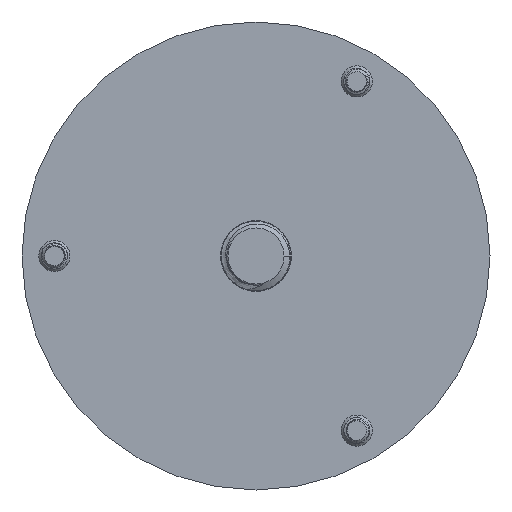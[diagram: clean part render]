
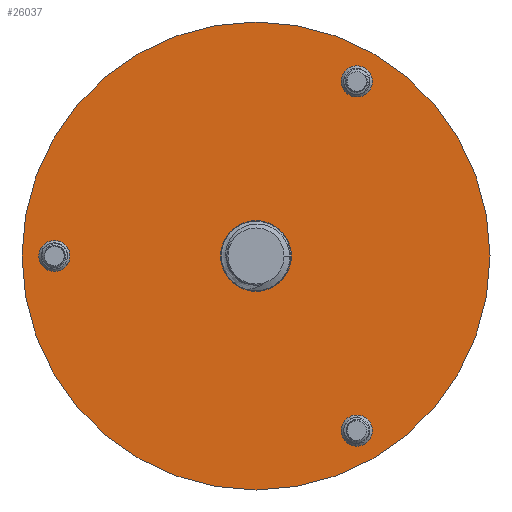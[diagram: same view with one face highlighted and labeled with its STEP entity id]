
A CAD part, front view. The second image highlights one B-rep face of the part: STEP entity #26037.
In plain terms, the highlighted planar face has unit normal (0, -1, 0).
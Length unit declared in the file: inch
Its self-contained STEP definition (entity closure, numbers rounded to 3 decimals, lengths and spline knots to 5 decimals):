
#748 = EDGE_CURVE ( 'NONE', #9958, #2772, #15968, .T. ) ;
#786 = ORIENTED_EDGE ( 'NONE', *, *, #4760, .T. ) ;
#1476 = DIRECTION ( 'NONE',  ( 0., 1., 0. ) ) ;
#1683 = EDGE_LOOP ( 'NONE', ( #8644, #36123 ) ) ;
#1754 = DIRECTION ( 'NONE',  ( 0., 1., 0. ) ) ;
#2772 = VERTEX_POINT ( 'NONE', #27044 ) ;
#3054 = CARTESIAN_POINT ( 'NONE',  ( -1.823, 0., 0. ) ) ;
#3126 = CARTESIAN_POINT ( 'NONE',  ( 0., 0., 0. ) ) ;
#3737 = CARTESIAN_POINT ( 'NONE',  ( 0.9115, 0., -1.57876 ) ) ;
#4303 = DIRECTION ( 'NONE',  ( 0., 1., 0. ) ) ;
#4502 = AXIS2_PLACEMENT_3D ( 'NONE', #13843, #30575, #19716 ) ;
#4760 = EDGE_CURVE ( 'NONE', #35350, #17044, #8685, .T. ) ;
#5197 = ORIENTED_EDGE ( 'NONE', *, *, #26949, .T. ) ;
#5347 = FACE_BOUND ( 'NONE', #31379, .T. ) ;
#5372 = CARTESIAN_POINT ( 'NONE',  ( 0., 0., 0.32 ) ) ;
#5536 = CIRCLE ( 'NONE', #37074, 2.116 ) ;
#6292 = EDGE_CURVE ( 'NONE', #13829, #17969, #20901, .T. ) ;
#7161 = CARTESIAN_POINT ( 'NONE',  ( -1.823, 0., 0. ) ) ;
#7305 = CARTESIAN_POINT ( 'NONE',  ( 0.9115, 0., -1.57876 ) ) ;
#8434 = AXIS2_PLACEMENT_3D ( 'NONE', #14920, #20051, #37321 ) ;
#8644 = ORIENTED_EDGE ( 'NONE', *, *, #19577, .F. ) ;
#8685 = CIRCLE ( 'NONE', #20817, 0.1405 ) ;
#8816 = ORIENTED_EDGE ( 'NONE', *, *, #11229, .T. ) ;
#8968 = DIRECTION ( 'NONE',  ( 0., 0., 1. ) ) ;
#9693 = DIRECTION ( 'NONE',  ( 0., 0., 1. ) ) ;
#9958 = VERTEX_POINT ( 'NONE', #36705 ) ;
#10007 = CIRCLE ( 'NONE', #4502, 0.32 ) ;
#10531 = FACE_BOUND ( 'NONE', #36822, .T. ) ;
#11229 = EDGE_CURVE ( 'NONE', #11658, #34901, #10007, .T. ) ;
#11231 = CARTESIAN_POINT ( 'NONE',  ( 0., 0., -2.116 ) ) ;
#11658 = VERTEX_POINT ( 'NONE', #17955 ) ;
#12105 = DIRECTION ( 'NONE',  ( 0., 0., 1. ) ) ;
#12355 = ORIENTED_EDGE ( 'NONE', *, *, #748, .T. ) ;
#12720 = CARTESIAN_POINT ( 'NONE',  ( 0., 0., 0. ) ) ;
#13829 = VERTEX_POINT ( 'NONE', #23780 ) ;
#13843 = CARTESIAN_POINT ( 'NONE',  ( 0., 0., 0. ) ) ;
#14711 = DIRECTION ( 'NONE',  ( 0., 0., 1. ) ) ;
#14920 = CARTESIAN_POINT ( 'NONE',  ( 0.9115, 0., 1.57876 ) ) ;
#15759 = DIRECTION ( 'NONE',  ( 0., 1., 0. ) ) ;
#15938 = DIRECTION ( 'NONE',  ( 0., 0., 1. ) ) ;
#15968 = CIRCLE ( 'NONE', #25684, 0.1405 ) ;
#16401 = DIRECTION ( 'NONE',  ( 0., 0., 1. ) ) ;
#17044 = VERTEX_POINT ( 'NONE', #36262 ) ;
#17355 = EDGE_LOOP ( 'NONE', ( #5197, #31433 ) ) ;
#17643 = DIRECTION ( 'NONE',  ( 0., 1., 0. ) ) ;
#17688 = AXIS2_PLACEMENT_3D ( 'NONE', #27545, #1476, #30024 ) ;
#17955 = CARTESIAN_POINT ( 'NONE',  ( 0., 0., -0.32 ) ) ;
#17969 = VERTEX_POINT ( 'NONE', #11231 ) ;
#18024 = DIRECTION ( 'NONE',  ( 0., 0., 1. ) ) ;
#19183 = AXIS2_PLACEMENT_3D ( 'NONE', #3054, #33281, #14711 ) ;
#19577 = EDGE_CURVE ( 'NONE', #17969, #13829, #5536, .T. ) ;
#19716 = DIRECTION ( 'NONE',  ( 0., 0., 1. ) ) ;
#20051 = DIRECTION ( 'NONE',  ( 0., 1., 0. ) ) ;
#20751 = EDGE_CURVE ( 'NONE', #34901, #11658, #28608, .T. ) ;
#20817 = AXIS2_PLACEMENT_3D ( 'NONE', #23871, #24053, #12105 ) ;
#20901 = CIRCLE ( 'NONE', #22741, 2.116 ) ;
#21164 = CIRCLE ( 'NONE', #8434, 0.1405 ) ;
#21577 = AXIS2_PLACEMENT_3D ( 'NONE', #7305, #1754, #16401 ) ;
#22741 = AXIS2_PLACEMENT_3D ( 'NONE', #3126, #17643, #18024 ) ;
#22838 = CARTESIAN_POINT ( 'NONE',  ( 0., 0., 0. ) ) ;
#23441 = ORIENTED_EDGE ( 'NONE', *, *, #32247, .T. ) ;
#23780 = CARTESIAN_POINT ( 'NONE',  ( 0., 0., 2.116 ) ) ;
#23871 = CARTESIAN_POINT ( 'NONE',  ( 0.9115, 0., 1.57876 ) ) ;
#24053 = DIRECTION ( 'NONE',  ( 0., 1., 0. ) ) ;
#24401 = AXIS2_PLACEMENT_3D ( 'NONE', #22838, #34584, #8968 ) ;
#24757 = FACE_BOUND ( 'NONE', #36689, .T. ) ;
#24804 = DIRECTION ( 'NONE',  ( 0., 1., 0. ) ) ;
#25230 = ORIENTED_EDGE ( 'NONE', *, *, #20751, .T. ) ;
#25684 = AXIS2_PLACEMENT_3D ( 'NONE', #7161, #24804, #36353 ) ;
#26037 = ADVANCED_FACE ( 'NONE', ( #24757, #36311, #10531, #5347, #28532 ), #37423, .F. ) ;
#26949 = EDGE_CURVE ( 'NONE', #36536, #36117, #28247, .T. ) ;
#27044 = CARTESIAN_POINT ( 'NONE',  ( -1.823, 0., 0.1405 ) ) ;
#27545 = CARTESIAN_POINT ( 'NONE',  ( 0., 0., 0. ) ) ;
#28247 = CIRCLE ( 'NONE', #21577, 0.1405 ) ;
#28532 = FACE_OUTER_BOUND ( 'NONE', #1683, .T. ) ;
#28608 = CIRCLE ( 'NONE', #17688, 0.32 ) ;
#29655 = CARTESIAN_POINT ( 'NONE',  ( 0.9115, 0., 1.43826 ) ) ;
#29742 = CARTESIAN_POINT ( 'NONE',  ( 0.9115, 0., -1.71926 ) ) ;
#30024 = DIRECTION ( 'NONE',  ( 0., 0., 1. ) ) ;
#30575 = DIRECTION ( 'NONE',  ( 0., 1., 0. ) ) ;
#30873 = AXIS2_PLACEMENT_3D ( 'NONE', #3737, #15759, #9693 ) ;
#30954 = CARTESIAN_POINT ( 'NONE',  ( 0.9115, 0., -1.43826 ) ) ;
#31379 = EDGE_LOOP ( 'NONE', ( #23441, #12355 ) ) ;
#31433 = ORIENTED_EDGE ( 'NONE', *, *, #34477, .T. ) ;
#32247 = EDGE_CURVE ( 'NONE', #2772, #9958, #34888, .T. ) ;
#33281 = DIRECTION ( 'NONE',  ( 0., 1., 0. ) ) ;
#33564 = ORIENTED_EDGE ( 'NONE', *, *, #36045, .T. ) ;
#33888 = CIRCLE ( 'NONE', #30873, 0.1405 ) ;
#34477 = EDGE_CURVE ( 'NONE', #36117, #36536, #33888, .T. ) ;
#34584 = DIRECTION ( 'NONE',  ( 0., 1., 0. ) ) ;
#34888 = CIRCLE ( 'NONE', #19183, 0.1405 ) ;
#34901 = VERTEX_POINT ( 'NONE', #5372 ) ;
#35350 = VERTEX_POINT ( 'NONE', #29655 ) ;
#36045 = EDGE_CURVE ( 'NONE', #17044, #35350, #21164, .T. ) ;
#36117 = VERTEX_POINT ( 'NONE', #29742 ) ;
#36123 = ORIENTED_EDGE ( 'NONE', *, *, #6292, .F. ) ;
#36262 = CARTESIAN_POINT ( 'NONE',  ( 0.9115, 0., 1.71926 ) ) ;
#36311 = FACE_BOUND ( 'NONE', #17355, .T. ) ;
#36353 = DIRECTION ( 'NONE',  ( 0., 0., 1. ) ) ;
#36536 = VERTEX_POINT ( 'NONE', #30954 ) ;
#36689 = EDGE_LOOP ( 'NONE', ( #25230, #8816 ) ) ;
#36705 = CARTESIAN_POINT ( 'NONE',  ( -1.823, 0., -0.1405 ) ) ;
#36822 = EDGE_LOOP ( 'NONE', ( #33564, #786 ) ) ;
#37074 = AXIS2_PLACEMENT_3D ( 'NONE', #12720, #4303, #15938 ) ;
#37321 = DIRECTION ( 'NONE',  ( 0., 0., 1. ) ) ;
#37423 = PLANE ( 'NONE',  #24401 ) ;
